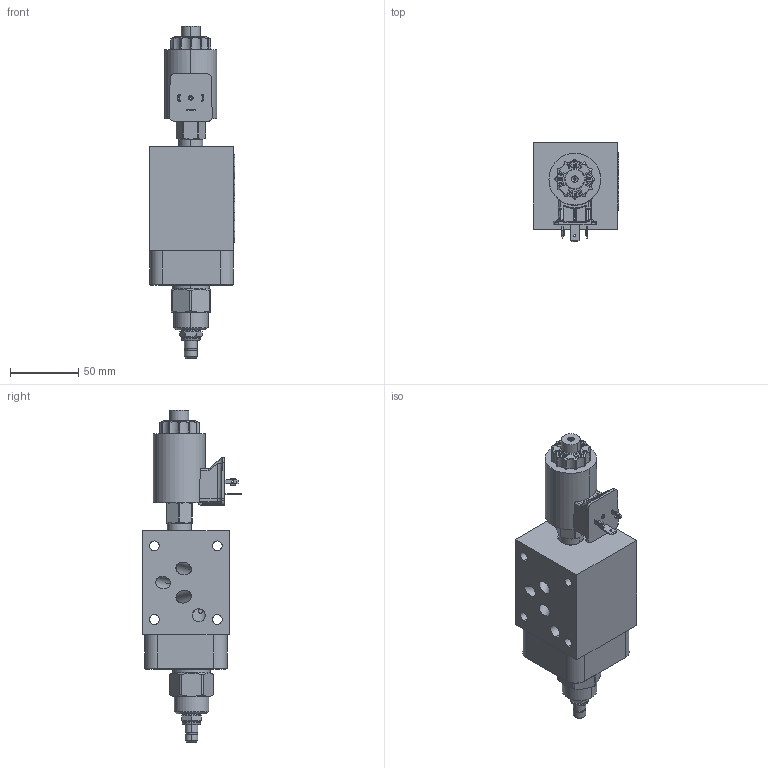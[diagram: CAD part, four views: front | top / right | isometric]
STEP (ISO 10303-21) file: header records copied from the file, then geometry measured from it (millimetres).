
FILE_DESCRIPTION((''),'2;1');
FILE_NAME('XREMLANFA224_ASM','2019-07-26T',('ProEService'),(''),'PRO/ENGINEER BY PARAMETRIC TECHNOLOGY CORPORATION, 2014200','PRO/ENGINEER BY PARAMETRIC TECHNOLOGY CORPORATION, 2014200','');
FILE_SCHEMA(('CONFIG_CONTROL_DESIGN'));
Length unit declared in the file: inch
Products named in the file (6): 155-622; RVEALAN; A330-006-002; DTAFMHN224; 500-001-014; XREMLANFA224_ASM
Assembly tree (9 placements, depth 2):
  XREMLANFA224_ASM
    155-622
    RVEALAN
    A330-006-002
    DTAFMHN224
    500-001-014  x5
Bounding box: 62.46 x 72.54 x 243.1 mm (x, y, z)
Volume: 453039.4 mm3; surface area: 106749.6 mm2
Topology: 12 solids, 14 shells, 1164 faces, 3113 edges, 2180 vertices
Faces by surface type: cylinder 427, plane 375, cone 188, torus 87, bspline 38, revolution 34, sphere 15
Entity records: 43822 total; most frequent: CARTESIAN_POINT 15669, DIRECTION 5784, ORIENTED_EDGE 5576, EDGE_CURVE 2788, AXIS2_PLACEMENT_3D 2131, VERTEX_POINT 1732, VECTOR 1504, LINE 1504
